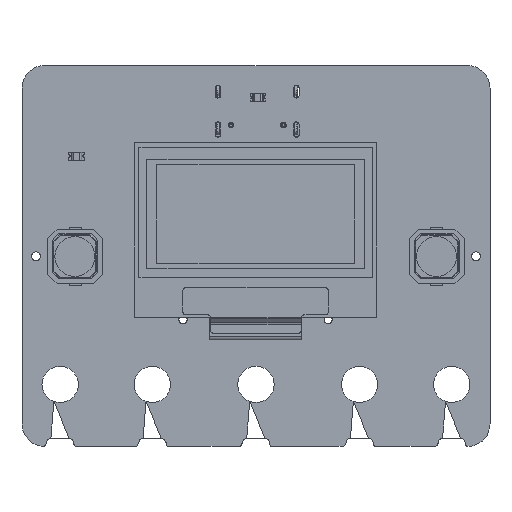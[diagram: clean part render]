
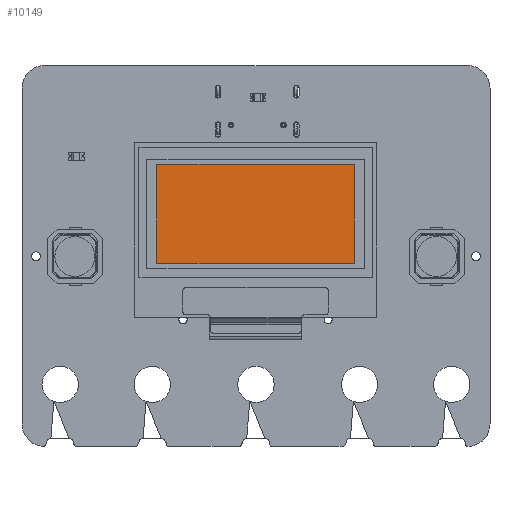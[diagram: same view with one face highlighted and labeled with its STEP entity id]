
A CAD part, top view. The second image highlights one B-rep face of the part: STEP entity #10149.
In plain terms, the highlighted face is planar.
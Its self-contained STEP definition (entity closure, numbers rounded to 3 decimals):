
#10109 = EDGE_CURVE('',#10110,#10112,#10114,.T.);
#10110 = VERTEX_POINT('',#10111);
#10111 = CARTESIAN_POINT('',(2.481,1.26,2.441));
#10112 = VERTEX_POINT('',#10113);
#10113 = CARTESIAN_POINT('',(24.219,1.26,2.441));
#10114 = B_SPLINE_CURVE_WITH_KNOTS('',3,(#10115,#10116,#10117,#10118),
  .UNSPECIFIED.,.F.,.F.,(4,4),(0.,1.),.PIECEWISE_BEZIER_KNOTS.);
#10115 = CARTESIAN_POINT('',(2.481,1.26,2.441));
#10116 = CARTESIAN_POINT('',(9.727,1.26,2.441));
#10117 = CARTESIAN_POINT('',(16.973,1.26,2.441));
#10118 = CARTESIAN_POINT('',(24.219,1.26,2.441));
#10120 = EDGE_CURVE('',#10112,#10121,#10123,.T.);
#10121 = VERTEX_POINT('',#10122);
#10122 = CARTESIAN_POINT('',(24.219,1.26,13.299));
#10123 = B_SPLINE_CURVE_WITH_KNOTS('',3,(#10124,#10125,#10126,#10127),
  .UNSPECIFIED.,.F.,.F.,(4,4),(0.,1.),.PIECEWISE_BEZIER_KNOTS.);
#10124 = CARTESIAN_POINT('',(24.219,1.26,2.441));
#10125 = CARTESIAN_POINT('',(24.219,1.26,6.06));
#10126 = CARTESIAN_POINT('',(24.219,1.26,9.68));
#10127 = CARTESIAN_POINT('',(24.219,1.26,13.299));
#10129 = EDGE_CURVE('',#10121,#10130,#10132,.T.);
#10130 = VERTEX_POINT('',#10131);
#10131 = CARTESIAN_POINT('',(2.481,1.26,13.299));
#10132 = B_SPLINE_CURVE_WITH_KNOTS('',3,(#10133,#10134,#10135,#10136),
  .UNSPECIFIED.,.F.,.F.,(4,4),(0.,1.),.PIECEWISE_BEZIER_KNOTS.);
#10133 = CARTESIAN_POINT('',(24.219,1.26,13.299));
#10134 = CARTESIAN_POINT('',(16.973,1.26,13.299));
#10135 = CARTESIAN_POINT('',(9.727,1.26,13.299));
#10136 = CARTESIAN_POINT('',(2.481,1.26,13.299));
#10138 = EDGE_CURVE('',#10130,#10110,#10139,.T.);
#10139 = B_SPLINE_CURVE_WITH_KNOTS('',3,(#10140,#10141,#10142,#10143),
  .UNSPECIFIED.,.F.,.F.,(4,4),(0.,1.),.PIECEWISE_BEZIER_KNOTS.);
#10140 = CARTESIAN_POINT('',(2.481,1.26,13.299));
#10141 = CARTESIAN_POINT('',(2.481,1.26,9.68));
#10142 = CARTESIAN_POINT('',(2.481,1.26,6.06));
#10143 = CARTESIAN_POINT('',(2.481,1.26,2.441));
#10149 = ADVANCED_FACE('',(#10150),#10156,.T.);
#10150 = FACE_BOUND('',#10151,.T.);
#10151 = EDGE_LOOP('',(#10152,#10153,#10154,#10155));
#10152 = ORIENTED_EDGE('',*,*,#10109,.F.);
#10153 = ORIENTED_EDGE('',*,*,#10138,.F.);
#10154 = ORIENTED_EDGE('',*,*,#10129,.F.);
#10155 = ORIENTED_EDGE('',*,*,#10120,.F.);
#10156 = PLANE('',#10157);
#10157 = AXIS2_PLACEMENT_3D('',#10158,#10159,#10160);
#10158 = CARTESIAN_POINT('',(13.35,1.26,7.87));
#10159 = DIRECTION('',(0.,1.,0.));
#10160 = DIRECTION('',(0.,-0.,1.));
